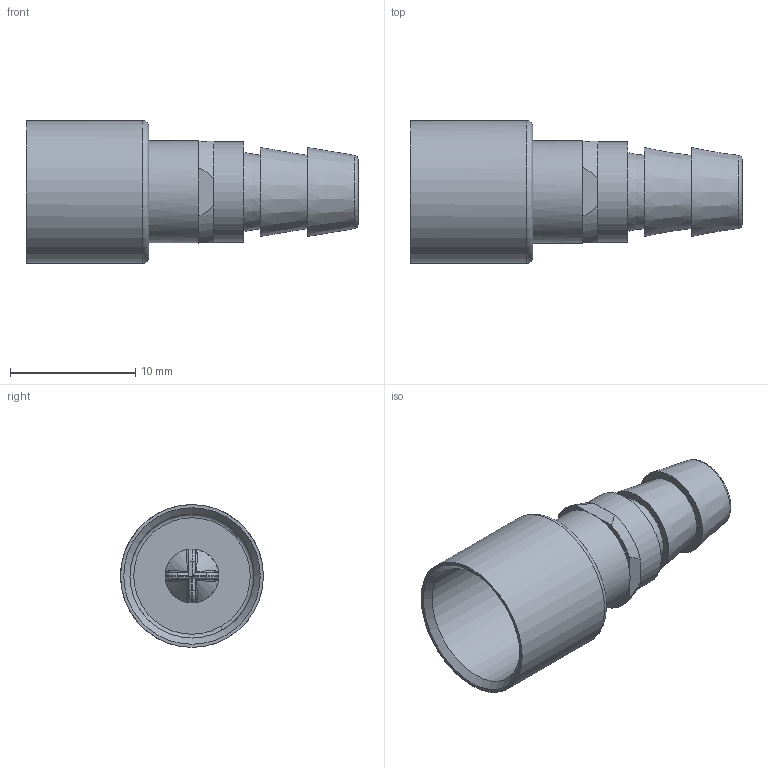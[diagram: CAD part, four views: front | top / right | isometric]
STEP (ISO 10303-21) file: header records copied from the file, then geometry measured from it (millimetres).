
FILE_DESCRIPTION(/* description */ (''),/* implementation_level */ '2;1');
FILE_NAME(/* name */ '3D_PCFS-6.0.stp',/* time_stamp */ '2026-02-15T23:12:46+03:00',/* author */ ('krute'),/* organization */ (''),/* preprocessor_version */ 'ST-DEVELOPER v20.1',/* originating_system */ 'Autodesk Inventor 2026',/* authorisation */ '');
FILE_SCHEMA (('CONFIG_CONTROL_DESIGN'));
Length unit declared in the file: millimetre
Products named in the file (1): 3D_1011000020014_PCFS-6.0_V1.0
Bounding box: 26.5 x 11.4 x 11.4 mm (x, y, z)
Volume: 941.6 mm3; surface area: 1421 mm2
Topology: 1 solids, 1 shells, 96 faces, 216 edges, 132 vertices
Faces by surface type: plane 32, cylinder 22, bspline 22, cone 12, torus 8
Full cylindrical faces by diameter (mm): 3.2 x2, 4.3 x2, 8 x1, 8.15 x1, 9.9 x1, 11.4 x1
Entity records: 6366 total; most frequent: CARTESIAN_POINT 4333, ORIENTED_EDGE 432, DIRECTION 390, EDGE_CURVE 216, AXIS2_PLACEMENT_3D 164, VERTEX_POINT 132, EDGE_LOOP 106, FACE_OUTER_BOUND 96
